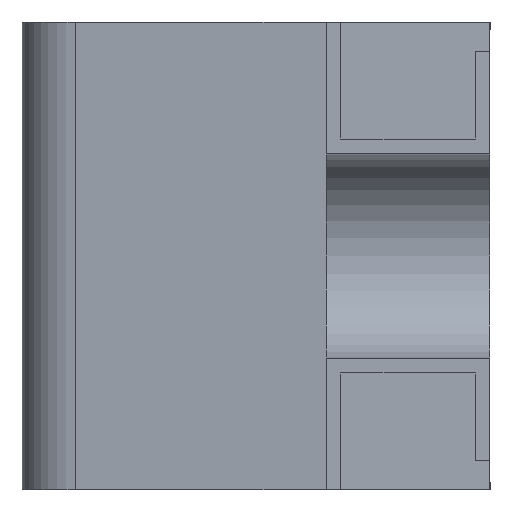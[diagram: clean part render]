
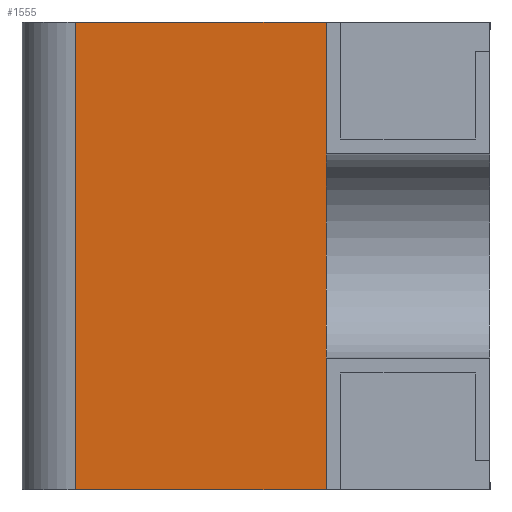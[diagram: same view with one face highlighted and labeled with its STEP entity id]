
A CAD part, left-side view. The second image highlights one B-rep face of the part: STEP entity #1555.
In plain terms, the highlighted planar face has unit normal (-0.996, 0.087, 0).
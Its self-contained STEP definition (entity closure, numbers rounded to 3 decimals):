
#346 = PLANE('',#347);
#347 = AXIS2_PLACEMENT_3D('',#348,#349,#350);
#348 = CARTESIAN_POINT('',(-0.413,0.7,-0.4));
#349 = DIRECTION('',(-0.,0.,-1.));
#350 = DIRECTION('',(-1.,0.,0.));
#478 = PLANE('',#479);
#479 = AXIS2_PLACEMENT_3D('',#480,#481,#482);
#480 = CARTESIAN_POINT('',(-0.413,0.7,0.4));
#481 = DIRECTION('',(-0.,0.,-1.));
#482 = DIRECTION('',(-1.,0.,0.));
#1436 = CYLINDRICAL_SURFACE('',#1437,0.1);
#1437 = AXIS2_PLACEMENT_3D('',#1438,#1439,#1440);
#1438 = CARTESIAN_POINT('',(-0.413,0.7,0.4));
#1439 = DIRECTION('',(-0.,-0.,-1.));
#1440 = DIRECTION('',(-1.,0.,0.));
#1474 = VERTEX_POINT('',#1475);
#1475 = CARTESIAN_POINT('',(-0.512,0.709,-0.4));
#1501 = EDGE_CURVE('',#1502,#1474,#1504,.T.);
#1502 = VERTEX_POINT('',#1503);
#1503 = CARTESIAN_POINT('',(-0.512,0.709,0.4));
#1504 = SURFACE_CURVE('',#1505,(#1509,#1516),.PCURVE_S1.);
#1505 = LINE('',#1506,#1507);
#1506 = CARTESIAN_POINT('',(-0.512,0.709,0.4));
#1507 = VECTOR('',#1508,1.);
#1508 = DIRECTION('',(-0.,-0.,-1.));
#1509 = PCURVE('',#1436,#1510);
#1510 = DEFINITIONAL_REPRESENTATION('',(#1511),#1515);
#1511 = LINE('',#1512,#1513);
#1512 = CARTESIAN_POINT('',(0.087,0.));
#1513 = VECTOR('',#1514,1.);
#1514 = DIRECTION('',(0.,1.));
#1515 = ( GEOMETRIC_REPRESENTATION_CONTEXT(2) 
PARAMETRIC_REPRESENTATION_CONTEXT() REPRESENTATION_CONTEXT('2D SPACE',''
  ) );
#1516 = PCURVE('',#1517,#1522);
#1517 = PLANE('',#1518);
#1518 = AXIS2_PLACEMENT_3D('',#1519,#1520,#1521);
#1519 = CARTESIAN_POINT('',(-0.55,0.28,0.4));
#1520 = DIRECTION('',(0.996,-0.087,0.));
#1521 = DIRECTION('',(0.087,0.996,0.));
#1522 = DEFINITIONAL_REPRESENTATION('',(#1523),#1527);
#1523 = LINE('',#1524,#1525);
#1524 = CARTESIAN_POINT('',(0.43,0.));
#1525 = VECTOR('',#1526,1.);
#1526 = DIRECTION('',(0.,-1.));
#1527 = ( GEOMETRIC_REPRESENTATION_CONTEXT(2) 
PARAMETRIC_REPRESENTATION_CONTEXT() REPRESENTATION_CONTEXT('2D SPACE',''
  ) );
#1555 = ADVANCED_FACE('',(#1556),#1517,.F.);
#1556 = FACE_BOUND('',#1557,.T.);
#1557 = EDGE_LOOP('',(#1558,#1581,#1609,#1630));
#1558 = ORIENTED_EDGE('',*,*,#1559,.T.);
#1559 = EDGE_CURVE('',#1474,#1560,#1562,.T.);
#1560 = VERTEX_POINT('',#1561);
#1561 = CARTESIAN_POINT('',(-0.55,0.28,-0.4));
#1562 = SURFACE_CURVE('',#1563,(#1567,#1574),.PCURVE_S1.);
#1563 = LINE('',#1564,#1565);
#1564 = CARTESIAN_POINT('',(-0.55,0.28,-0.4));
#1565 = VECTOR('',#1566,1.);
#1566 = DIRECTION('',(-0.087,-0.996,-0.));
#1567 = PCURVE('',#1517,#1568);
#1568 = DEFINITIONAL_REPRESENTATION('',(#1569),#1573);
#1569 = LINE('',#1570,#1571);
#1570 = CARTESIAN_POINT('',(0.,-0.8));
#1571 = VECTOR('',#1572,1.);
#1572 = DIRECTION('',(-1.,0.));
#1573 = ( GEOMETRIC_REPRESENTATION_CONTEXT(2) 
PARAMETRIC_REPRESENTATION_CONTEXT() REPRESENTATION_CONTEXT('2D SPACE',''
  ) );
#1574 = PCURVE('',#346,#1575);
#1575 = DEFINITIONAL_REPRESENTATION('',(#1576),#1580);
#1576 = LINE('',#1577,#1578);
#1577 = CARTESIAN_POINT('',(0.137,-0.42));
#1578 = VECTOR('',#1579,1.);
#1579 = DIRECTION('',(0.087,-0.996));
#1580 = ( GEOMETRIC_REPRESENTATION_CONTEXT(2) 
PARAMETRIC_REPRESENTATION_CONTEXT() REPRESENTATION_CONTEXT('2D SPACE',''
  ) );
#1581 = ORIENTED_EDGE('',*,*,#1582,.F.);
#1582 = EDGE_CURVE('',#1583,#1560,#1585,.T.);
#1583 = VERTEX_POINT('',#1584);
#1584 = CARTESIAN_POINT('',(-0.55,0.28,0.4));
#1585 = SURFACE_CURVE('',#1586,(#1590,#1597),.PCURVE_S1.);
#1586 = LINE('',#1587,#1588);
#1587 = CARTESIAN_POINT('',(-0.55,0.28,0.4));
#1588 = VECTOR('',#1589,1.);
#1589 = DIRECTION('',(-0.,-0.,-1.));
#1590 = PCURVE('',#1517,#1591);
#1591 = DEFINITIONAL_REPRESENTATION('',(#1592),#1596);
#1592 = LINE('',#1593,#1594);
#1593 = CARTESIAN_POINT('',(0.,0.));
#1594 = VECTOR('',#1595,1.);
#1595 = DIRECTION('',(0.,-1.));
#1596 = ( GEOMETRIC_REPRESENTATION_CONTEXT(2) 
PARAMETRIC_REPRESENTATION_CONTEXT() REPRESENTATION_CONTEXT('2D SPACE',''
  ) );
#1597 = PCURVE('',#1598,#1603);
#1598 = PLANE('',#1599);
#1599 = AXIS2_PLACEMENT_3D('',#1600,#1601,#1602);
#1600 = CARTESIAN_POINT('',(-0.55,0.255,0.4));
#1601 = DIRECTION('',(1.,0.,0.));
#1602 = DIRECTION('',(0.,1.,0.));
#1603 = DEFINITIONAL_REPRESENTATION('',(#1604),#1608);
#1604 = LINE('',#1605,#1606);
#1605 = CARTESIAN_POINT('',(0.025,0.));
#1606 = VECTOR('',#1607,1.);
#1607 = DIRECTION('',(0.,-1.));
#1608 = ( GEOMETRIC_REPRESENTATION_CONTEXT(2) 
PARAMETRIC_REPRESENTATION_CONTEXT() REPRESENTATION_CONTEXT('2D SPACE',''
  ) );
#1609 = ORIENTED_EDGE('',*,*,#1610,.F.);
#1610 = EDGE_CURVE('',#1502,#1583,#1611,.T.);
#1611 = SURFACE_CURVE('',#1612,(#1616,#1623),.PCURVE_S1.);
#1612 = LINE('',#1613,#1614);
#1613 = CARTESIAN_POINT('',(-0.55,0.28,0.4));
#1614 = VECTOR('',#1615,1.);
#1615 = DIRECTION('',(-0.087,-0.996,-0.));
#1616 = PCURVE('',#1517,#1617);
#1617 = DEFINITIONAL_REPRESENTATION('',(#1618),#1622);
#1618 = LINE('',#1619,#1620);
#1619 = CARTESIAN_POINT('',(0.,0.));
#1620 = VECTOR('',#1621,1.);
#1621 = DIRECTION('',(-1.,0.));
#1622 = ( GEOMETRIC_REPRESENTATION_CONTEXT(2) 
PARAMETRIC_REPRESENTATION_CONTEXT() REPRESENTATION_CONTEXT('2D SPACE',''
  ) );
#1623 = PCURVE('',#478,#1624);
#1624 = DEFINITIONAL_REPRESENTATION('',(#1625),#1629);
#1625 = LINE('',#1626,#1627);
#1626 = CARTESIAN_POINT('',(0.137,-0.42));
#1627 = VECTOR('',#1628,1.);
#1628 = DIRECTION('',(0.087,-0.996));
#1629 = ( GEOMETRIC_REPRESENTATION_CONTEXT(2) 
PARAMETRIC_REPRESENTATION_CONTEXT() REPRESENTATION_CONTEXT('2D SPACE',''
  ) );
#1630 = ORIENTED_EDGE('',*,*,#1501,.T.);
